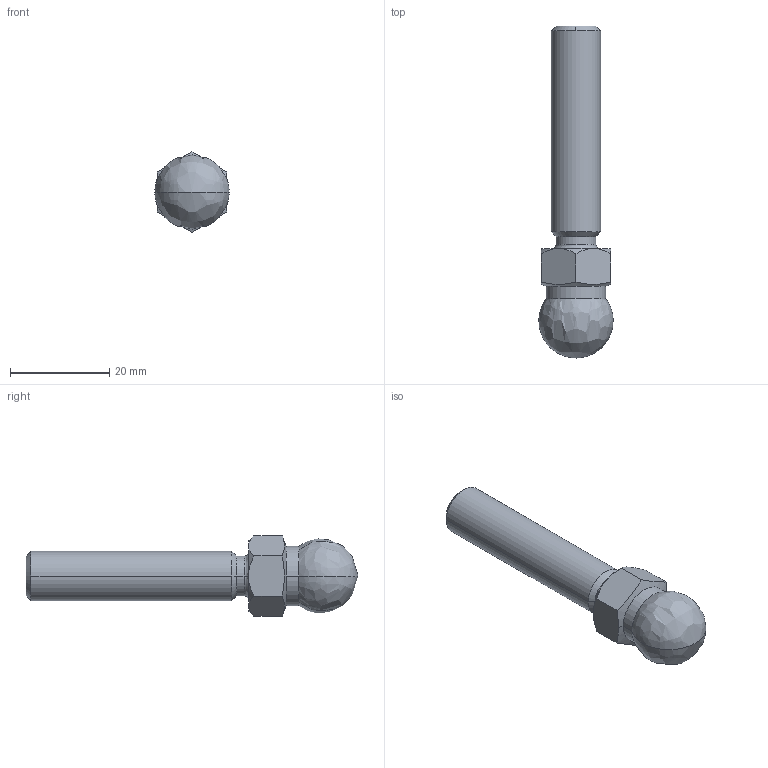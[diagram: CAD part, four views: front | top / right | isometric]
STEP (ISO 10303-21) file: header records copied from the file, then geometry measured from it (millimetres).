
FILE_DESCRIPTION (( 'STEP AP203' ), '1' );
FILE_NAME ('203600303_c_1.STEP', '2022-06-29T18:56:09', ( '' ), ( '' ), 'SwSTEP 2.0', 'SolidWorks 2014', '' );
FILE_SCHEMA (( 'CONFIG_CONTROL_DESIGN' ));
Length unit declared in the file: millimetre
Products named in the file (2): 098dm10020m-Tab_098 dm 16 070; 203600303_c_1
Assembly tree (1 placements, depth 2):
  203600303_c_1
    098dm10020m-Tab_098 dm 16 070
Bounding box: 15 x 67 x 16.17 mm (x, y, z)
Volume: 6560.1 mm3; surface area: 2625.1 mm2
Topology: 1 solids, 1 shells, 30 faces, 77 edges, 46 vertices
Faces by surface type: cone 12, plane 8, cylinder 6, bspline 4
Entity records: 1286 total; most frequent: CARTESIAN_POINT 423, ORIENTED_EDGE 146, DIRECTION 138, EDGE_CURVE 73, AXIS2_PLACEMENT_3D 57, VERTEX_POINT 46, EDGE_LOOP 31, ADVANCED_FACE 30
